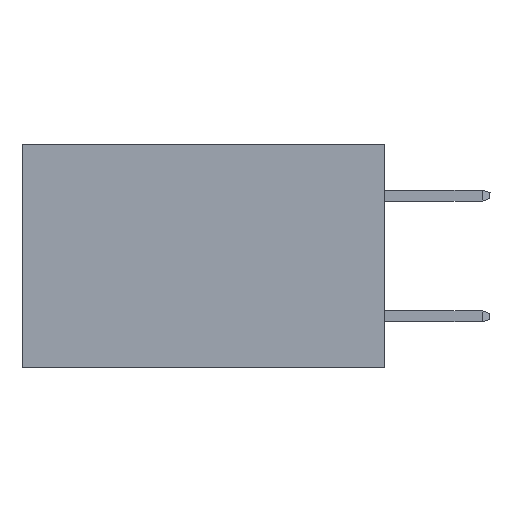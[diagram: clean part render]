
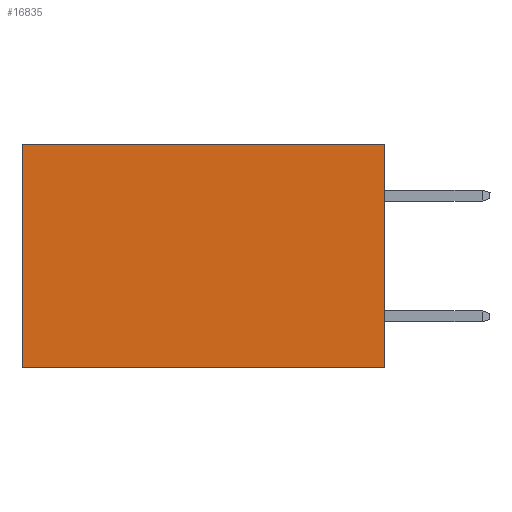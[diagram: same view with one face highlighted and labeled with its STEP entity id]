
A CAD part, left-side view. The second image highlights one B-rep face of the part: STEP entity #16835.
In plain terms, the highlighted planar face has unit normal (-1, 0, 0).
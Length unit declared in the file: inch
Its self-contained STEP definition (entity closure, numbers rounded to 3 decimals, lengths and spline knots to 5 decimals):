
#524 = CARTESIAN_POINT ( 'NONE',  ( 0.298, 0., 0. ) ) ;
#902 = EDGE_CURVE ( 'NONE', #2572, #21425, #19462, .T. ) ;
#1939 = VECTOR ( 'NONE', #22284, 39.37008 ) ;
#1942 = VECTOR ( 'NONE', #18404, 39.37008 ) ;
#2315 = DIRECTION ( 'NONE',  ( 1., 0., 0. ) ) ;
#2572 = VERTEX_POINT ( 'NONE', #11151 ) ;
#2720 = VECTOR ( 'NONE', #25143, 39.37008 ) ;
#3209 = FACE_OUTER_BOUND ( 'NONE', #20930, .T. ) ;
#3773 = CARTESIAN_POINT ( 'NONE',  ( 0.298, 0.6, 0. ) ) ;
#6215 = PLANE ( 'NONE',  #6799 ) ;
#6380 = ORIENTED_EDGE ( 'NONE', *, *, #11377, .T. ) ;
#6455 = ORIENTED_EDGE ( 'NONE', *, *, #17877, .F. ) ;
#6799 = AXIS2_PLACEMENT_3D ( 'NONE', #524, #2315, #17775 ) ;
#6825 = CARTESIAN_POINT ( 'NONE',  ( 0.298, 0., -0.37 ) ) ;
#7208 = VECTOR ( 'NONE', #22138, 39.37008 ) ;
#8301 = CARTESIAN_POINT ( 'NONE',  ( 0.298, 0.6, -0.37 ) ) ;
#8780 = CARTESIAN_POINT ( 'NONE',  ( 0.298, 0.6, 0. ) ) ;
#10091 = ORIENTED_EDGE ( 'NONE', *, *, #902, .F. ) ;
#10779 = LINE ( 'NONE', #8780, #1939 ) ;
#11151 = CARTESIAN_POINT ( 'NONE',  ( 0.298, 0., 0. ) ) ;
#11377 = EDGE_CURVE ( 'NONE', #20701, #13127, #10779, .T. ) ;
#13127 = VERTEX_POINT ( 'NONE', #8301 ) ;
#16835 = ADVANCED_FACE ( 'NONE', ( #3209 ), #6215, .F. ) ;
#17775 = DIRECTION ( 'NONE',  ( 0., 0., -1. ) ) ;
#17877 = EDGE_CURVE ( 'NONE', #21425, #13127, #25167, .T. ) ;
#18329 = CARTESIAN_POINT ( 'NONE',  ( 0.298, 0., 0. ) ) ;
#18404 = DIRECTION ( 'NONE',  ( 0., 1., 0. ) ) ;
#19462 = LINE ( 'NONE', #18329, #7208 ) ;
#19803 = CARTESIAN_POINT ( 'NONE',  ( 0.298, 0., -0.37 ) ) ;
#20701 = VERTEX_POINT ( 'NONE', #3773 ) ;
#20930 = EDGE_LOOP ( 'NONE', ( #6380, #6455, #10091, #22947 ) ) ;
#21425 = VERTEX_POINT ( 'NONE', #19803 ) ;
#22138 = DIRECTION ( 'NONE',  ( 0., 0., -1. ) ) ;
#22284 = DIRECTION ( 'NONE',  ( 0., 0., -1. ) ) ;
#22352 = EDGE_CURVE ( 'NONE', #2572, #20701, #23471, .T. ) ;
#22947 = ORIENTED_EDGE ( 'NONE', *, *, #22352, .T. ) ;
#23163 = CARTESIAN_POINT ( 'NONE',  ( 0.298, 0., 0. ) ) ;
#23471 = LINE ( 'NONE', #23163, #2720 ) ;
#25143 = DIRECTION ( 'NONE',  ( 0., 1., 0. ) ) ;
#25167 = LINE ( 'NONE', #6825, #1942 ) ;
